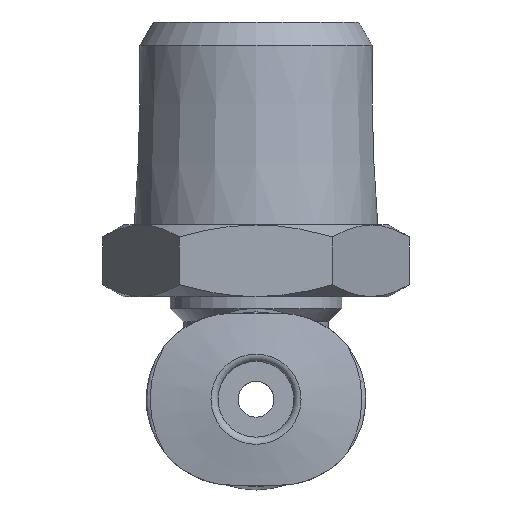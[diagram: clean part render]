
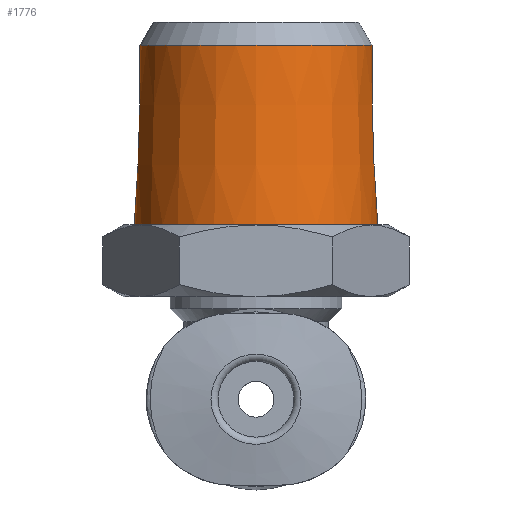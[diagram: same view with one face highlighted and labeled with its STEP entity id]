
A CAD part, left-side view. The second image highlights one B-rep face of the part: STEP entity #1776.
In plain terms, the highlighted conical face has half-angle 1.788 degrees and reference radius 5.098 mm.
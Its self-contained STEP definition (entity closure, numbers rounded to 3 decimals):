
#59=CONICAL_SURFACE('',#1900,5.098,0.031);
#198=CIRCLE('',#1899,4.862);
#199=CIRCLE('',#1901,5.098);
#380=ORIENTED_EDGE('',*,*,#669,.F.);
#381=ORIENTED_EDGE('',*,*,#670,.T.);
#669=EDGE_CURVE('',#810,#810,#198,.T.);
#670=EDGE_CURVE('',#811,#811,#199,.T.);
#810=VERTEX_POINT('',#2706);
#811=VERTEX_POINT('',#2709);
#947=EDGE_LOOP('',(#380));
#948=EDGE_LOOP('',(#381));
#1069=FACE_BOUND('',#947,.T.);
#1070=FACE_BOUND('',#948,.T.);
#1776=ADVANCED_FACE('',(#1069,#1070),#59,.T.);
#1899=AXIS2_PLACEMENT_3D('',#2705,#2140,#2141);
#1900=AXIS2_PLACEMENT_3D('',#2707,#2142,#2143);
#1901=AXIS2_PLACEMENT_3D('',#2708,#2144,#2145);
#2140=DIRECTION('',(0.,0.,1.));
#2141=DIRECTION('',(1.,0.,0.));
#2142=DIRECTION('',(0.,0.,-1.));
#2143=DIRECTION('',(-1.,0.,0.));
#2144=DIRECTION('',(0.,0.,1.));
#2145=DIRECTION('',(1.,0.,0.));
#2705=CARTESIAN_POINT('',(0.,0.,14.835));
#2706=CARTESIAN_POINT('',(4.862,0.,14.835));
#2707=CARTESIAN_POINT('',(0.,0.,7.3));
#2708=CARTESIAN_POINT('',(0.,0.,7.3));
#2709=CARTESIAN_POINT('',(5.098,0.,7.3));
